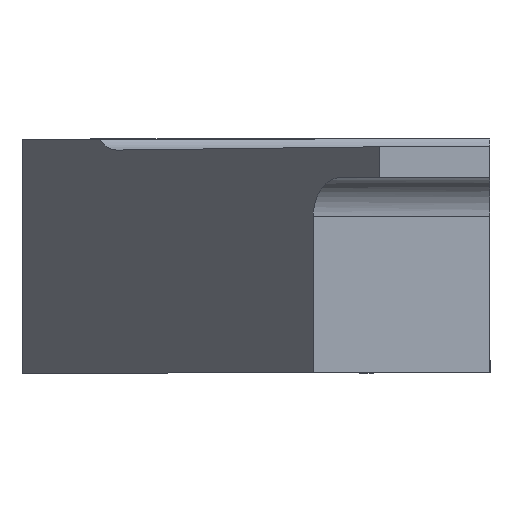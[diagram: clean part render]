
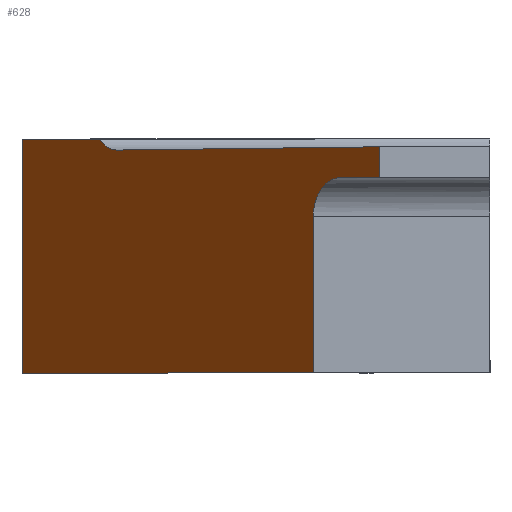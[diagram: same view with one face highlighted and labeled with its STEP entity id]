
A CAD part, left-side view. The second image highlights one B-rep face of the part: STEP entity #628.
In plain terms, the highlighted planar face has unit normal (-0.574, 0.819, 0).
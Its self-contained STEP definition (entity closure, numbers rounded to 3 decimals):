
#20 = VERTEX_POINT ( 'NONE', #112 ) ;
#92 = LINE ( 'NONE', #255, #183 ) ;
#110 = VERTEX_POINT ( 'NONE', #733 ) ;
#112 = CARTESIAN_POINT ( 'NONE',  ( 5.127, 5.001, 1.5 ) ) ;
#115 = DIRECTION ( 'NONE',  ( 0.574, -0.819, 0. ) ) ;
#118 =( BOUNDED_CURVE ( )  B_SPLINE_CURVE ( 3, ( #174, #517, #124, #466 ),
 .UNSPECIFIED., .F., .F. ) 
 B_SPLINE_CURVE_WITH_KNOTS ( ( 4, 4 ),
 ( 4.712, 6.283 ),
 .UNSPECIFIED. ) 
 CURVE ( )  GEOMETRIC_REPRESENTATION_ITEM ( )  RATIONAL_B_SPLINE_CURVE ( ( 1., 0.805, 0.805, 1. ) ) 
 REPRESENTATION_ITEM ( '' )  );
#124 = CARTESIAN_POINT ( 'NONE',  ( 1.221, 2.266, 0.799 ) ) ;
#151 = EDGE_CURVE ( 'NONE', #720, #261, #92, .T. ) ;
#158 = PLANE ( 'NONE',  #359 ) ;
#159 = LINE ( 'NONE', #721, #208 ) ;
#161 = ORIENTED_EDGE ( 'NONE', *, *, #430, .F. ) ;
#170 = CARTESIAN_POINT ( 'NONE',  ( 4.939, 4.869, 1.357 ) ) ;
#174 = CARTESIAN_POINT ( 'NONE',  ( 0.721, 1.916, 1.006 ) ) ;
#182 = EDGE_CURVE ( 'NONE', #720, #195, #159, .T. ) ;
#183 = VECTOR ( 'NONE', #597, 1000. ) ;
#189 = CARTESIAN_POINT ( 'NONE',  ( 0.721, 1.916, 1.006 ) ) ;
#195 = VERTEX_POINT ( 'NONE', #478 ) ;
#208 = VECTOR ( 'NONE', #309, 1000. ) ;
#220 = LINE ( 'NONE', #231, #686 ) ;
#231 = CARTESIAN_POINT ( 'NONE',  ( 0., 1.411, 1.5 ) ) ;
#235 = CARTESIAN_POINT ( 'NONE',  ( 5.127, 5.001, 1.5 ) ) ;
#254 = LINE ( 'NONE', #345, #360 ) ;
#255 = CARTESIAN_POINT ( 'NONE',  ( -0.015, 1.401, 1. ) ) ;
#261 = VERTEX_POINT ( 'NONE', #643 ) ;
#280 = DIRECTION ( 'NONE',  ( -0.819, -0.574, 0. ) ) ;
#288 = CARTESIAN_POINT ( 'NONE',  ( 5.049, 4.946, 1.407 ) ) ;
#293 = EDGE_CURVE ( 'NONE', #261, #750, #376, .T. ) ;
#297 = CARTESIAN_POINT ( 'NONE',  ( 0.717, 1.913, 1.006 ) ) ;
#309 = DIRECTION ( 'NONE',  ( 0., 0., 1. ) ) ;
#321 = LINE ( 'NONE', #560, #709 ) ;
#322 = CARTESIAN_POINT ( 'NONE',  ( 0., 1.411, 1. ) ) ;
#337 = DIRECTION ( 'NONE',  ( -0.819, -0.574, 0.007 ) ) ;
#345 = CARTESIAN_POINT ( 'NONE',  ( 0., 1.411, -1.5 ) ) ;
#349 = ORIENTED_EDGE ( 'NONE', *, *, #546, .T. ) ;
#353 = CARTESIAN_POINT ( 'NONE',  ( 1.221, 2.266, -1.5 ) ) ;
#359 = AXIS2_PLACEMENT_3D ( 'NONE', #502, #115, #451 ) ;
#360 = VECTOR ( 'NONE', #280, 1000. ) ;
#374 = FACE_OUTER_BOUND ( 'NONE', #627, .T. ) ;
#376 =( BOUNDED_CURVE ( )  B_SPLINE_CURVE ( 3, ( #297, #641, #581, #189 ),
 .UNSPECIFIED., .F., .T. ) 
 B_SPLINE_CURVE_WITH_KNOTS ( ( 4, 4 ),
 ( 4.704, 4.712 ),
 .UNSPECIFIED. ) 
 CURVE ( )  GEOMETRIC_REPRESENTATION_ITEM ( )  RATIONAL_B_SPLINE_CURVE ( ( 1., 1., 1., 1. ) ) 
 REPRESENTATION_ITEM ( '' )  );
#397 = CARTESIAN_POINT ( 'NONE',  ( 6.554, 6., -1.5 ) ) ;
#399 = DIRECTION ( 'NONE',  ( 0., 0., 1. ) ) ;
#408 = VERTEX_POINT ( 'NONE', #571 ) ;
#411 = DIRECTION ( 'NONE',  ( 0., 0., -1. ) ) ;
#415 = ORIENTED_EDGE ( 'NONE', *, *, #620, .F. ) ;
#424 = ORIENTED_EDGE ( 'NONE', *, *, #653, .F. ) ;
#430 = EDGE_CURVE ( 'NONE', #750, #657, #118, .T. ) ;
#445 = EDGE_CURVE ( 'NONE', #657, #408, #732, .T. ) ;
#451 = DIRECTION ( 'NONE',  ( 0.819, 0.574, 0. ) ) ;
#452 = ORIENTED_EDGE ( 'NONE', *, *, #453, .F. ) ;
#453 = EDGE_CURVE ( 'NONE', #20, #467, #727, .T. ) ;
#463 = LINE ( 'NONE', #397, #642 ) ;
#466 = CARTESIAN_POINT ( 'NONE',  ( 1.221, 2.266, 0.506 ) ) ;
#467 = VERTEX_POINT ( 'NONE', #693 ) ;
#478 = CARTESIAN_POINT ( 'NONE',  ( 0., 1.411, 1.4 ) ) ;
#479 = ORIENTED_EDGE ( 'NONE', *, *, #569, .F. ) ;
#502 = CARTESIAN_POINT ( 'NONE',  ( 0., 1.411, -1.5 ) ) ;
#508 = DIRECTION ( 'NONE',  ( -0.819, -0.574, 0. ) ) ;
#516 = CARTESIAN_POINT ( 'NONE',  ( 4.818, 4.784, 1.358 ) ) ;
#517 = CARTESIAN_POINT ( 'NONE',  ( 1.014, 2.121, 1.006 ) ) ;
#546 = EDGE_CURVE ( 'NONE', #110, #408, #254, .T. ) ;
#560 = CARTESIAN_POINT ( 'NONE',  ( 0.017, 1.423, 1.4 ) ) ;
#569 = EDGE_CURVE ( 'NONE', #626, #20, #220, .T. ) ;
#571 = CARTESIAN_POINT ( 'NONE',  ( 1.221, 2.266, -1.5 ) ) ;
#581 = CARTESIAN_POINT ( 'NONE',  ( 0.72, 1.915, 1.006 ) ) ;
#591 = ORIENTED_EDGE ( 'NONE', *, *, #445, .F. ) ;
#597 = DIRECTION ( 'NONE',  ( 0.819, 0.574, 0.007 ) ) ;
#613 = ORIENTED_EDGE ( 'NONE', *, *, #151, .F. ) ;
#614 = CARTESIAN_POINT ( 'NONE',  ( 1.221, 2.266, 0.506 ) ) ;
#619 = CARTESIAN_POINT ( 'NONE',  ( 6.554, 6., 1.5 ) ) ;
#620 = EDGE_CURVE ( 'NONE', #467, #195, #321, .T. ) ;
#626 = VERTEX_POINT ( 'NONE', #619 ) ;
#627 = EDGE_LOOP ( 'NONE', ( #479, #424, #349, #591, #161, #734, #613, #691, #415, #452 ) ) ;
#628 = ADVANCED_FACE ( 'NONE', ( #374 ), #158, .F. ) ;
#641 = CARTESIAN_POINT ( 'NONE',  ( 0.718, 1.914, 1.006 ) ) ;
#642 = VECTOR ( 'NONE', #399, 1000. ) ;
#643 = CARTESIAN_POINT ( 'NONE',  ( 0.717, 1.913, 1.006 ) ) ;
#653 = EDGE_CURVE ( 'NONE', #110, #626, #463, .T. ) ;
#657 = VERTEX_POINT ( 'NONE', #614 ) ;
#662 = CARTESIAN_POINT ( 'NONE',  ( 0.721, 1.916, 1.006 ) ) ;
#684 = VECTOR ( 'NONE', #411, 1000. ) ;
#686 = VECTOR ( 'NONE', #508, 1000. ) ;
#691 = ORIENTED_EDGE ( 'NONE', *, *, #182, .T. ) ;
#693 = CARTESIAN_POINT ( 'NONE',  ( 4.818, 4.784, 1.358 ) ) ;
#709 = VECTOR ( 'NONE', #337, 1000. ) ;
#720 = VERTEX_POINT ( 'NONE', #322 ) ;
#721 = CARTESIAN_POINT ( 'NONE',  ( 0., 1.411, -1.5 ) ) ;
#727 =( BOUNDED_CURVE ( )  B_SPLINE_CURVE ( 3, ( #235, #288, #170, #516 ),
 .UNSPECIFIED., .F., .T. ) 
 B_SPLINE_CURVE_WITH_KNOTS ( ( 4, 4 ),
 ( 0.701, 1.58 ),
 .UNSPECIFIED. ) 
 CURVE ( )  GEOMETRIC_REPRESENTATION_ITEM ( )  RATIONAL_B_SPLINE_CURVE ( ( 1., 0.937, 0.937, 1. ) ) 
 REPRESENTATION_ITEM ( '' )  );
#732 = LINE ( 'NONE', #353, #684 ) ;
#733 = CARTESIAN_POINT ( 'NONE',  ( 6.554, 6., -1.5 ) ) ;
#734 = ORIENTED_EDGE ( 'NONE', *, *, #293, .F. ) ;
#750 = VERTEX_POINT ( 'NONE', #662 ) ;
